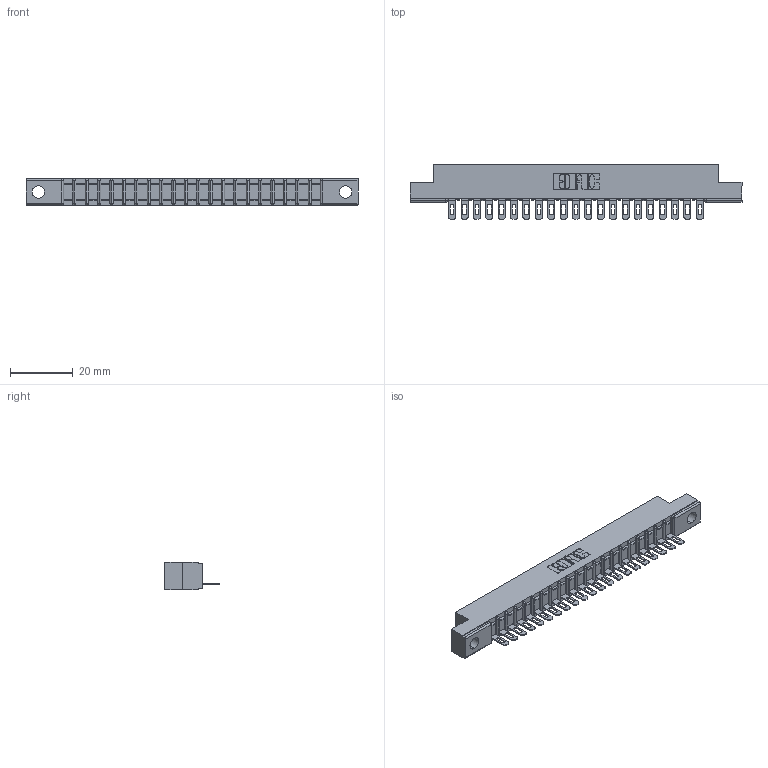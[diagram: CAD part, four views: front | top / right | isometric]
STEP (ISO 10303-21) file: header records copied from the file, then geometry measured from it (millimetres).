
FILE_DESCRIPTION (( 'STEP AP203' ), '1' );
FILE_NAME ('307-021-501-104.STEP', '2018-08-04T02:38:59', ( '' ), ( '' ), 'SwSTEP 2.0', 'SolidWorks 2016', '' );
FILE_SCHEMA (( 'CONFIG_CONTROL_DESIGN' ));
Length unit declared in the file: inch
Products named in the file (3): 307 Part_.156 Dia Mounting Holes; 307-290-002_501; 307-021-501-104
Assembly tree (22 placements, depth 2):
  307-021-501-104
    307 Part_.156 Dia Mounting Holes
    307-290-002_501  x21
Bounding box: 106.22 x 17.42 x 8.71 mm (x, y, z)
Volume: 6924.4 mm3; surface area: 12570.9 mm2
Topology: 22 solids, 22 shells, 1750 faces, 5357 edges, 3510 vertices
Faces by surface type: plane 1008, cylinder 698, sphere 44
Entity records: 21804 total; most frequent: CARTESIAN_POINT 3678, ORIENTED_EDGE 3666, DIRECTION 3579, EDGE_CURVE 1833, LINE 1397, VECTOR 1397, VERTEX_POINT 1190, AXIS2_PLACEMENT_3D 1091
